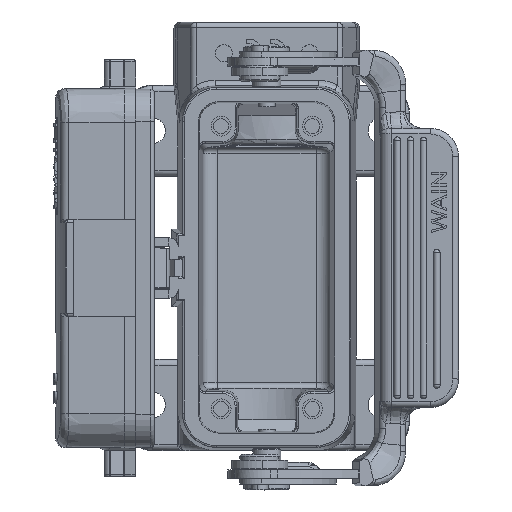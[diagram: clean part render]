
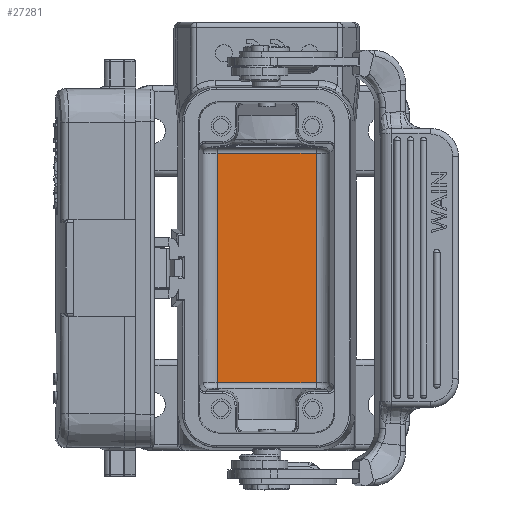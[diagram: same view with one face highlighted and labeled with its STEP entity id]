
A CAD part, top view. The second image highlights one B-rep face of the part: STEP entity #27281.
In plain terms, the highlighted planar face has unit normal (0, 0, 1).
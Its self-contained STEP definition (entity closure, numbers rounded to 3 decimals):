
#2767=DIRECTION('',(0.,1.,0.));
#2768=VECTOR('',#2767,40.183);
#2769=CARTESIAN_POINT('',(-8.899,-19.895,
-46.329));
#2770=LINE('',#2769,#2768);
#2996=CARTESIAN_POINT('',(-26.21,20.285,
-46.329));
#2998=DIRECTION('',(0.,-1.,0.));
#2999=VECTOR('',#2998,40.18);
#3000=CARTESIAN_POINT('',(-26.21,20.285,
-46.329));
#3001=LINE('',#3000,#2999);
#3024=DIRECTION('',(-1.,0.,0.));
#3025=VECTOR('',#3024,17.311);
#3026=CARTESIAN_POINT('',(-8.899,20.288,
-46.329));
#3027=LINE('',#3026,#3025);
#3052=DIRECTION('',(1.,0.,0.));
#3053=VECTOR('',#3052,17.311);
#3054=CARTESIAN_POINT('',(-26.21,-19.895,
-46.329));
#3055=LINE('',#3054,#3053);
#19715=VERTEX_POINT('',#2996);
#19716=CARTESIAN_POINT('',(-26.21,-19.895,
-46.329));
#19717=VERTEX_POINT('',#19716);
#19719=CARTESIAN_POINT('',(-8.899,20.288,
-46.329));
#19720=VERTEX_POINT('',#19719);
#19721=CARTESIAN_POINT('',(-8.899,-19.895,
-46.329));
#19722=VERTEX_POINT('',#19721);
#27268=CARTESIAN_POINT('',(-17.554,0.197,
-46.329));
#27269=DIRECTION('',(0.,0.,1.));
#27270=DIRECTION('',(1.,0.,0.));
#27271=AXIS2_PLACEMENT_3D('',#27268,#27269,#27270);
#27272=PLANE('',#27271);
#27273=ORIENTED_EDGE('',*,*,#27259,.F.);
#27275=ORIENTED_EDGE('',*,*,#27274,.F.);
#27276=ORIENTED_EDGE('',*,*,#27010,.F.);
#27278=ORIENTED_EDGE('',*,*,#27277,.F.);
#27279=EDGE_LOOP('',(#27273,#27275,#27276,#27278));
#27280=FACE_OUTER_BOUND('',#27279,.F.);
#27281=ADVANCED_FACE('',(#27280),#27272,.T.);
#27010=EDGE_CURVE('',#19722,#19720,#2770,.T.);
#27259=EDGE_CURVE('',#19715,#19717,#3001,.T.);
#27274=EDGE_CURVE('',#19720,#19715,#3027,.T.);
#27277=EDGE_CURVE('',#19717,#19722,#3055,.T.);
